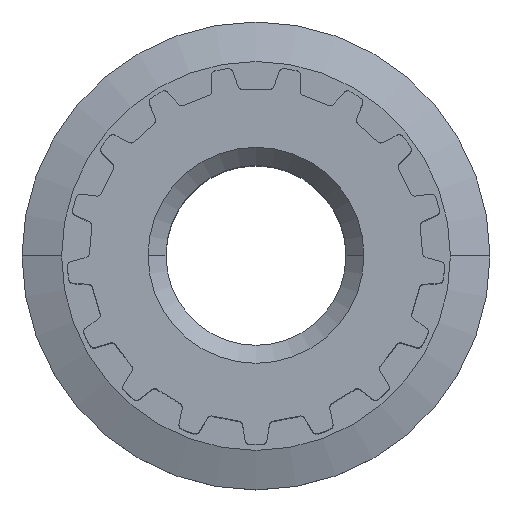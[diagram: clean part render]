
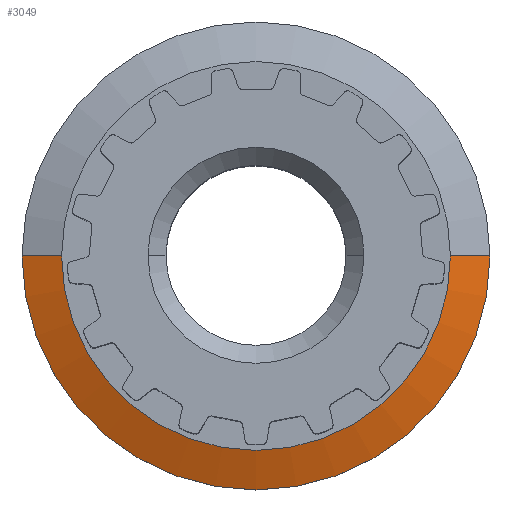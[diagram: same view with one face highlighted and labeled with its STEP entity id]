
A CAD part, top view. The second image highlights one B-rep face of the part: STEP entity #3049.
In plain terms, the highlighted conical face has half-angle 70 degrees and reference radius 6.5 mm.
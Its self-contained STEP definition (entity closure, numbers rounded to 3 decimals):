
#738 = CARTESIAN_POINT ( 'NONE',  ( 5.401, 0., -5. ) ) ;
#743 = CARTESIAN_POINT ( 'NONE',  ( -5.401, 0., -5. ) ) ;
#764 = CARTESIAN_POINT ( 'NONE',  ( 6.5, 0., -5.4 ) ) ;
#802 = CARTESIAN_POINT ( 'NONE',  ( -6.5, 0., -5.4 ) ) ;
#1360 = DIRECTION ( 'NONE',  ( -1., 0., 0. ) ) ;
#1361 = CARTESIAN_POINT ( 'NONE',  ( 0., 0., -5.4 ) ) ;
#1362 = DIRECTION ( 'NONE',  ( 0., 0., -1. ) ) ;
#1490 = EDGE_CURVE ( 'NONE', #4060, #4114, #2417, .T. ) ;
#1501 = EDGE_CURVE ( 'NONE', #4062, #4076, #2434, .T. ) ;
#2248 = FACE_OUTER_BOUND ( 'NONE', #5037, .T. ) ;
#2262 = CONICAL_SURFACE ( 'NONE', #3128, 6.5, 1.222 ) ;
#2417 = LINE ( 'NONE', #3298, #2418 ) ;
#2418 = VECTOR ( 'NONE', #3296, 1000. ) ;
#2434 = LINE ( 'NONE', #3276, #2439 ) ;
#2439 = VECTOR ( 'NONE', #3280, 1000. ) ;
#3049 = ADVANCED_FACE ( 'NONE', ( #2248 ), #2262, .T. ) ;
#3128 = AXIS2_PLACEMENT_3D ( 'NONE', #1361, #1362, #1360 ) ;
#3204 = AXIS2_PLACEMENT_3D ( 'NONE', #3454, #3455, #3456 ) ;
#3219 = AXIS2_PLACEMENT_3D ( 'NONE', #3529, #3530, #3531 ) ;
#3276 = CARTESIAN_POINT ( 'NONE',  ( 6.5, 0., -5.4 ) ) ;
#3280 = DIRECTION ( 'NONE',  ( 0.94, 0., -0.342 ) ) ;
#3296 = DIRECTION ( 'NONE',  ( -0.94, 0., -0.342 ) ) ;
#3298 = CARTESIAN_POINT ( 'NONE',  ( -6.5, 0., -5.4 ) ) ;
#3454 = CARTESIAN_POINT ( 'NONE',  ( 0., 0., -5.4 ) ) ;
#3455 = DIRECTION ( 'NONE',  ( 0., 0., 1. ) ) ;
#3456 = DIRECTION ( 'NONE',  ( 1., 0., 0. ) ) ;
#3529 = CARTESIAN_POINT ( 'NONE',  ( 0., 0., -5. ) ) ;
#3530 = DIRECTION ( 'NONE',  ( 0., 0., 1. ) ) ;
#3531 = DIRECTION ( 'NONE',  ( 1., 0., 0. ) ) ;
#3786 = ORIENTED_EDGE ( 'NONE', *, *, #1501, .F. ) ;
#3787 = ORIENTED_EDGE ( 'NONE', *, *, #4870, .F. ) ;
#3788 = ORIENTED_EDGE ( 'NONE', *, *, #1490, .T. ) ;
#3789 = ORIENTED_EDGE ( 'NONE', *, *, #4841, .T. ) ;
#3946 = CIRCLE ( 'NONE', #3204, 6.5 ) ;
#3987 = CIRCLE ( 'NONE', #3219, 5.401 ) ;
#4060 = VERTEX_POINT ( 'NONE', #743 ) ;
#4062 = VERTEX_POINT ( 'NONE', #738 ) ;
#4076 = VERTEX_POINT ( 'NONE', #764 ) ;
#4114 = VERTEX_POINT ( 'NONE', #802 ) ;
#4841 = EDGE_CURVE ( 'NONE', #4114, #4076, #3946, .T. ) ;
#4870 = EDGE_CURVE ( 'NONE', #4060, #4062, #3987, .T. ) ;
#5037 = EDGE_LOOP ( 'NONE', ( #3786, #3787, #3788, #3789 ) ) ;
